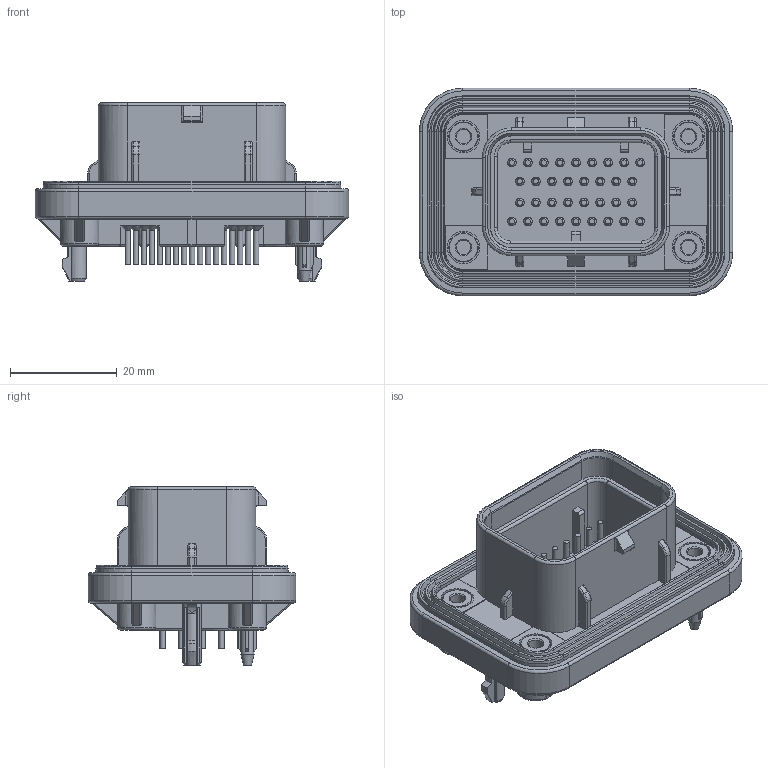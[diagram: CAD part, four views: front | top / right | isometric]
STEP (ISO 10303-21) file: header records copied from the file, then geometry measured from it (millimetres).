
FILE_DESCRIPTION(/* description */ ('','CAx-IF Rec.Pracs.---Representation and Presentation of Product Manufacturing Information (PMI)---4.0---2014-10-13'),/* implementation_level */ '2;1');
FILE_NAME(/* name */ '1-2388688-3 rev 1.stp',/* time_stamp */ '2025-08-25T10:42:46+10:00',/* author */ ('User'),/* organization */ ('TE Connectivity Ltd.'),/* preprocessor_version */ 'ST-DEVELOPER v19.2',/* originating_system */ 'Autodesk Inventor 2024',/* authorisation */ '');
FILE_SCHEMA (('AP242_MANAGED_MODEL_BASED_3D_ENGINEERING_MIM_LF { 1 0 10303 442 1 1 4 }'));
Length unit declared in the file: millimetre
Products named in the file (1): C-1-2388688-3
Bounding box: 58.56 x 38.8 x 33.3 mm (x, y, z)
Volume: 17960.8 mm3; surface area: 14041.2 mm2
Topology: 1 solids, 1 shells, 980 faces, 2350 edges, 1462 vertices
Faces by surface type: plane 439, cylinder 342, cone 119, torus 71, bspline 9
Full cylindrical faces by diameter (mm): 1 x68, 2 x4, 2.5 x1, 2.7 x4, 5.5 x4, 6.1 x4
Entity records: 30936 total; most frequent: CARTESIAN_POINT 6966, DIRECTION 5198, ORIENTED_EDGE 4700, EDGE_CURVE 2350, AXIS2_PLACEMENT_3D 1957, VERTEX_POINT 1462, LINE 1284, VECTOR 1284
